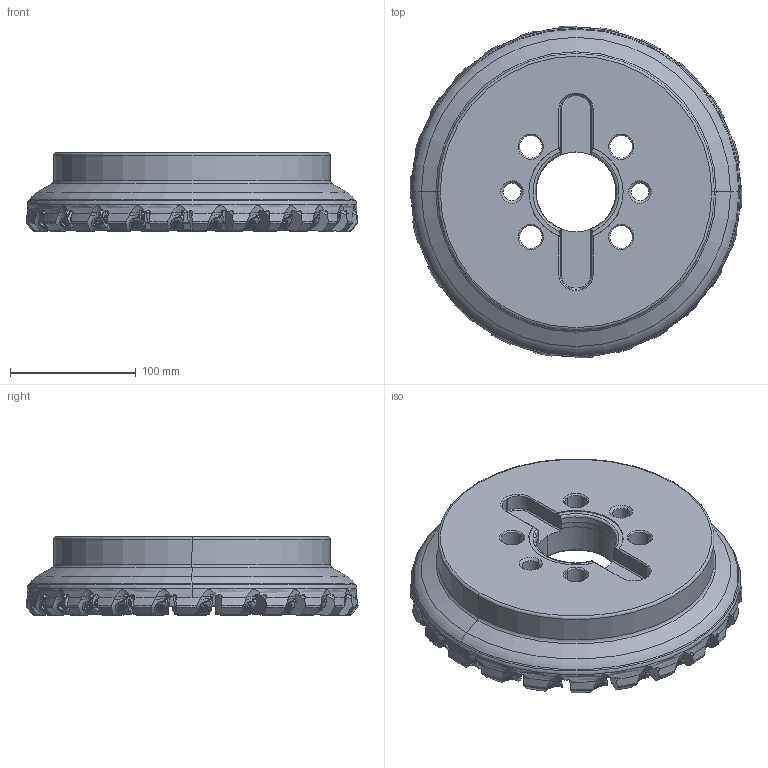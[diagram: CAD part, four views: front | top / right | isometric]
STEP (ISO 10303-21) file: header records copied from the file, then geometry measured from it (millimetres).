
FILE_DESCRIPTION(/* description */ (''),/* implementation_level */ '2;1');
FILE_NAME(/* name */ 'AHX640WR1024M.stp',/* time_stamp */ '2018-01-09T17:37:54+09:00',/* author */ (''),/* organization */ (''),/* preprocessor_version */ 'ST-DEVELOPER v16',/* originating_system */ 'SIEMENS PLM Software NX 10.0',/* authorisation */ '');
FILE_SCHEMA (('AUTOMOTIVE_DESIGN { 1 0 10303 214 3 1 1 1 }'));
Length unit declared in the file: millimetre
Products named in the file (1): AHX640WR1024M_ASM
Bounding box: 264.08 x 264.09 x 62.33 mm (x, y, z)
Volume: 1763353.4 mm3; surface area: 220171.3 mm2
Topology: 49 solids, 49 shells, 3687 faces, 10084 edges, 6376 vertices
Faces by surface type: cylinder 1372, plane 939, cone 712, torus 520, sphere 144
Entity records: 146275 total; most frequent: CARTESIAN_POINT 54146, ORIENTED_EDGE 19784, DIRECTION 18918, EDGE_CURVE 9892, AXIS2_PLACEMENT_3D 7835, VERTEX_POINT 6376, EDGE_LOOP 3822, ADVANCED_FACE 3687
